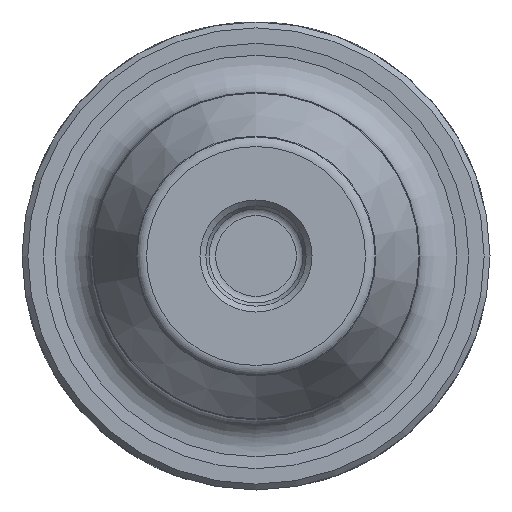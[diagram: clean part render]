
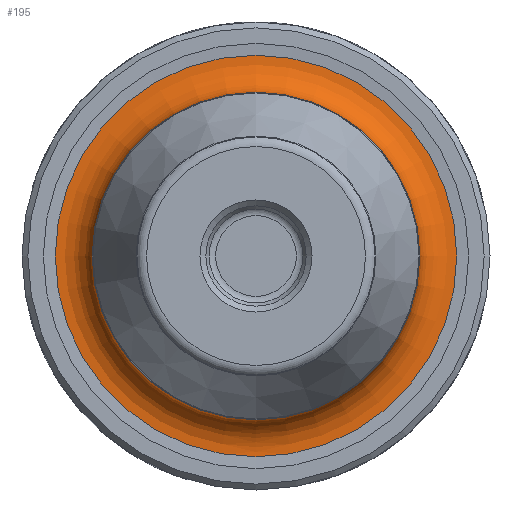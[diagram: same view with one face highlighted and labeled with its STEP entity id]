
A CAD part, left-side view. The second image highlights one B-rep face of the part: STEP entity #195.
In plain terms, the highlighted toroidal (fillet/blend) face has major radius 16.9 mm and minor radius 3 mm.
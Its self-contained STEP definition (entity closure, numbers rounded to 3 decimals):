
#46=TOROIDAL_SURFACE('',#827,16.9,3.);
#195=ADVANCED_FACE('',(#293,#294),#46,.F.);
#293=FACE_BOUND('',#377,.T.);
#294=FACE_BOUND('',#378,.T.);
#377=EDGE_LOOP('',(#537));
#378=EDGE_LOOP('',(#538));
#537=ORIENTED_EDGE('',*,*,#708,.T.);
#538=ORIENTED_EDGE('',*,*,#707,.F.);
#625=VERTEX_POINT('',#1725);
#626=VERTEX_POINT('',#1728);
#707=EDGE_CURVE('',#625,#625,#740,.T.);
#708=EDGE_CURVE('',#626,#626,#741,.T.);
#740=CIRCLE('',#824,13.9);
#741=CIRCLE('',#826,17.161);
#824=AXIS2_PLACEMENT_3D('',#1724,#1001,#1002);
#826=AXIS2_PLACEMENT_3D('',#1727,#1005,#1006);
#827=AXIS2_PLACEMENT_3D('',#1729,#1007,#1008);
#1001=DIRECTION('',(-1.,0.,0.));
#1002=DIRECTION('',(0.,0.,-1.));
#1005=DIRECTION('',(-1.,0.,0.));
#1006=DIRECTION('',(0.,0.,-1.));
#1007=DIRECTION('',(1.,0.,0.));
#1008=DIRECTION('',(0.,0.,-1.));
#1724=CARTESIAN_POINT('',(27.1,0.,0.));
#1725=CARTESIAN_POINT('',(27.1,0.,-13.9));
#1727=CARTESIAN_POINT('',(30.089,0.,0.));
#1728=CARTESIAN_POINT('',(30.089,0.,-17.161));
#1729=CARTESIAN_POINT('',(27.1,0.,0.));
